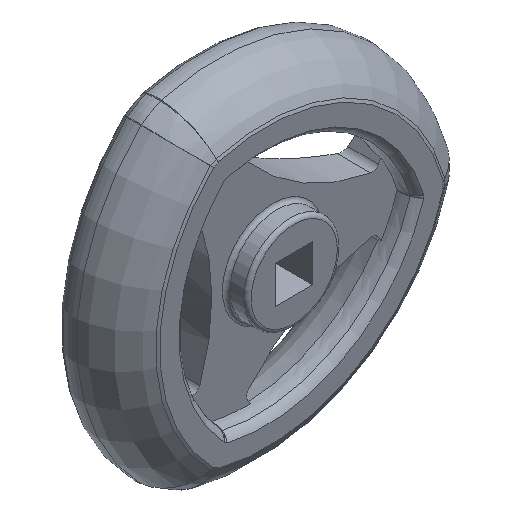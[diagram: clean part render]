
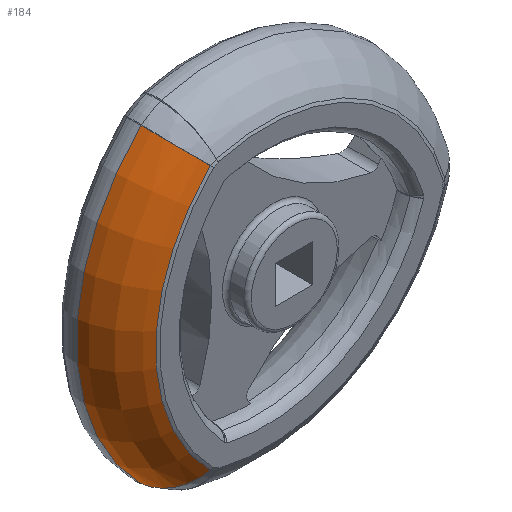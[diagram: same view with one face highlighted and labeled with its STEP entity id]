
A CAD part, isometric view. The second image highlights one B-rep face of the part: STEP entity #184.
In plain terms, the highlighted toroidal (fillet/blend) face has major radius 21.742 mm and minor radius 7.6 mm.
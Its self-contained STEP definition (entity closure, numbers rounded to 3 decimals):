
#184 = ADVANCED_FACE( '', ( #441 ), #442, .T. );
#441 = FACE_OUTER_BOUND( '', #892, .T. );
#442 = TOROIDAL_SURFACE( '', #893, 21.742, 7.6 );
#892 = EDGE_LOOP( '', ( #1514, #1515, #1516, #1517 ) );
#893 = AXIS2_PLACEMENT_3D( '', #1518, #1519, #1520 );
#1514 = ORIENTED_EDGE( '', *, *, #2418, .T. );
#1515 = ORIENTED_EDGE( '', *, *, #2245, .T. );
#1516 = ORIENTED_EDGE( '', *, *, #2419, .F. );
#1517 = ORIENTED_EDGE( '', *, *, #2420, .F. );
#1518 = CARTESIAN_POINT( '', ( 6.95, 7.386, 0. ) );
#1519 = DIRECTION( '', ( 0., 1., 0. ) );
#1520 = DIRECTION( '', ( 0., 0., 1. ) );
#2245 = EDGE_CURVE( '', #2665, #2663, #2666, .T. );
#2418 = EDGE_CURVE( '', #2964, #2665, #2965, .T. );
#2419 = EDGE_CURVE( '', #2966, #2663, #2967, .T. );
#2420 = EDGE_CURVE( '', #2964, #2966, #2968, .T. );
#2663 = VERTEX_POINT( '', #3284 );
#2665 = VERTEX_POINT( '', #3286 );
#2666 = CIRCLE( '', #3287, 24.958 );
#2964 = VERTEX_POINT( '', #3862 );
#2965 = CIRCLE( '', #3863, 7.6 );
#2966 = VERTEX_POINT( '', #3864 );
#2967 = CIRCLE( '', #3865, 7.6 );
#2968 = CIRCLE( '', #3866, 29.313 );
#3284 = CARTESIAN_POINT( '', ( -10.698, 0.5, 17.648 ) );
#3286 = CARTESIAN_POINT( '', ( -10.698, 0.5, -17.648 ) );
#3287 = AXIS2_PLACEMENT_3D( '', #4408, #4409, #4410 );
#3862 = CARTESIAN_POINT( '', ( -13.777, 6.72, -20.727 ) );
#3863 = AXIS2_PLACEMENT_3D( '', #4639, #4640, #4641 );
#3864 = CARTESIAN_POINT( '', ( -13.777, 6.72, 20.727 ) );
#3865 = AXIS2_PLACEMENT_3D( '', #4642, #4643, #4644 );
#3866 = AXIS2_PLACEMENT_3D( '', #4645, #4646, #4647 );
#4408 = CARTESIAN_POINT( '', ( 6.95, 0.5, 0. ) );
#4409 = DIRECTION( '', ( 0., 1., 0. ) );
#4410 = DIRECTION( '', ( 0., 0., 1. ) );
#4639 = CARTESIAN_POINT( '', ( -8.424, 7.386, -15.374 ) );
#4640 = DIRECTION( '', ( -0.707, 0., 0.707 ) );
#4641 = DIRECTION( '', ( 0.707, 0., 0.707 ) );
#4642 = CARTESIAN_POINT( '', ( -8.424, 7.386, 15.374 ) );
#4643 = DIRECTION( '', ( 0.707, 0., 0.707 ) );
#4644 = DIRECTION( '', ( 0.707, 0., -0.707 ) );
#4645 = CARTESIAN_POINT( '', ( 6.95, 6.72, 0. ) );
#4646 = DIRECTION( '', ( 0., 1., 0. ) );
#4647 = DIRECTION( '', ( 0., 0., 1. ) );
